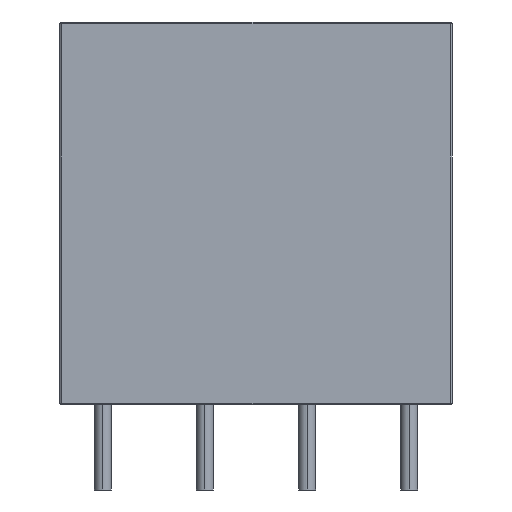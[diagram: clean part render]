
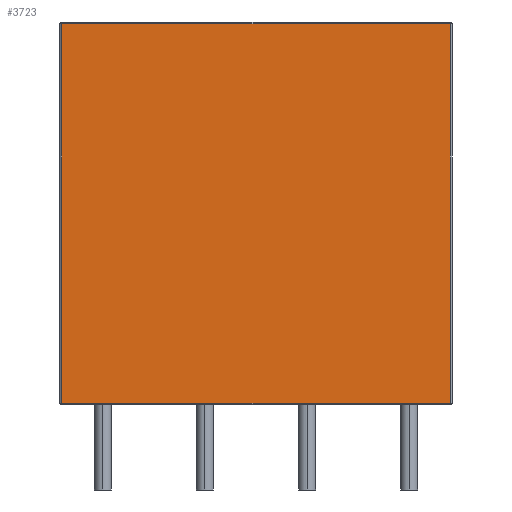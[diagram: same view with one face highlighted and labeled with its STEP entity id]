
A CAD part, left-side view. The second image highlights one B-rep face of the part: STEP entity #3723.
In plain terms, the highlighted free-form (B-spline) face has degree [1, 1] with [2, 2] control points.
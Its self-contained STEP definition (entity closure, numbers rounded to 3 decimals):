
#3723 = ADVANCED_FACE('',(#3724),#3754,.F.);
#3724 = FACE_BOUND('',#3725,.T.);
#3725 = EDGE_LOOP('',(#3726,#3735,#3742,#3749));
#3726 = ORIENTED_EDGE('',*,*,#3727,.T.);
#3727 = EDGE_CURVE('',#3728,#3730,#3732,.T.);
#3728 = VERTEX_POINT('',#3729);
#3729 = CARTESIAN_POINT('',(-19.05,-11.429,27.4));
#3730 = VERTEX_POINT('',#3731);
#3731 = CARTESIAN_POINT('',(-19.05,11.428,27.4));
#3732 = B_SPLINE_CURVE_WITH_KNOTS('',1,(#3733,#3734),.UNSPECIFIED.,.F.,
  .F.,(2,2),(-22.957,-0.1),.PIECEWISE_BEZIER_KNOTS.);
#3733 = CARTESIAN_POINT('',(-19.05,-11.429,27.4));
#3734 = CARTESIAN_POINT('',(-19.05,11.428,27.4));
#3735 = ORIENTED_EDGE('',*,*,#3736,.T.);
#3736 = EDGE_CURVE('',#3730,#3737,#3739,.T.);
#3737 = VERTEX_POINT('',#3738);
#3738 = CARTESIAN_POINT('',(-19.05,11.428,5.1));
#3739 = B_SPLINE_CURVE_WITH_KNOTS('',1,(#3740,#3741),.UNSPECIFIED.,.F.,
  .F.,(2,2),(0.1,22.4),.PIECEWISE_BEZIER_KNOTS.);
#3740 = CARTESIAN_POINT('',(-19.05,11.428,27.4));
#3741 = CARTESIAN_POINT('',(-19.05,11.428,5.1));
#3742 = ORIENTED_EDGE('',*,*,#3743,.T.);
#3743 = EDGE_CURVE('',#3737,#3744,#3746,.T.);
#3744 = VERTEX_POINT('',#3745);
#3745 = CARTESIAN_POINT('',(-19.05,-11.429,5.1));
#3746 = B_SPLINE_CURVE_WITH_KNOTS('',1,(#3747,#3748),.UNSPECIFIED.,.F.,
  .F.,(2,2),(-22.957,-0.1),.PIECEWISE_BEZIER_KNOTS.);
#3747 = CARTESIAN_POINT('',(-19.05,11.428,5.1));
#3748 = CARTESIAN_POINT('',(-19.05,-11.429,5.1));
#3749 = ORIENTED_EDGE('',*,*,#3750,.T.);
#3750 = EDGE_CURVE('',#3744,#3728,#3751,.T.);
#3751 = B_SPLINE_CURVE_WITH_KNOTS('',1,(#3752,#3753),.UNSPECIFIED.,.F.,
  .F.,(2,2),(-22.4,-0.1),.PIECEWISE_BEZIER_KNOTS.);
#3752 = CARTESIAN_POINT('',(-19.05,-11.429,5.1));
#3753 = CARTESIAN_POINT('',(-19.05,-11.429,27.4));
#3754 = B_SPLINE_SURFACE_WITH_KNOTS('',1,1,(
    (#3755,#3756)
    ,(#3757,#3758
  )),.UNSPECIFIED.,.F.,.F.,.F.,(2,2),(2,2),(0.1,22.4),(0.1,22.957)
  ,.PIECEWISE_BEZIER_KNOTS.);
#3755 = CARTESIAN_POINT('',(-19.05,-11.429,27.4));
#3756 = CARTESIAN_POINT('',(-19.05,11.428,27.4));
#3757 = CARTESIAN_POINT('',(-19.05,-11.429,5.1));
#3758 = CARTESIAN_POINT('',(-19.05,11.428,5.1));
